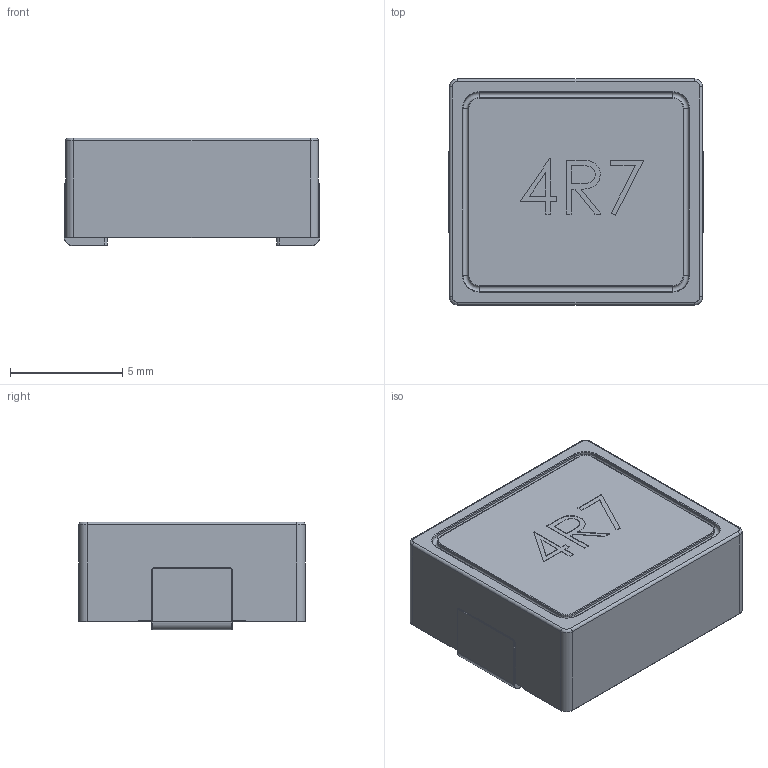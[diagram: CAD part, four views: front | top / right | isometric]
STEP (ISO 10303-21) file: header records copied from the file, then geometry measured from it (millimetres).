
FILE_DESCRIPTION(('FreeCAD Model'),'2;1');
FILE_NAME('Open CASCADE Shape Model','2021-04-25T17:19:10',('Author'),( ''),'Open CASCADE STEP processor 7.5','FreeCAD','Unknown');
FILE_SCHEMA(('AUTOMOTIVE_DESIGN { 1 0 10303 214 1 1 1 1 }'));
Length unit declared in the file: millimetre
Products named in the file (1): COILMX MS0420-4R7M001
Bounding box: 11.4 x 10.08 x 4.8 mm (x, y, z)
Volume: 507.6 mm3; surface area: 434.6 mm2
Topology: 1 solids, 1 shells, 185 faces, 443 edges, 266 vertices
Faces by surface type: plane 70, cylinder 70, torus 40, bspline 5
Entity records: 6051 total; most frequent: CARTESIAN_POINT 1228, DIRECTION 971, ORIENTED_EDGE 886, EDGE_CURVE 443, AXIS2_PLACEMENT_3D 357, VERTEX_POINT 266, LINE 257, VECTOR 257
